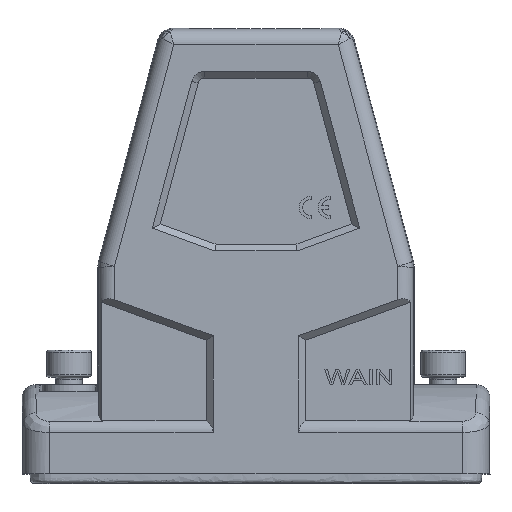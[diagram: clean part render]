
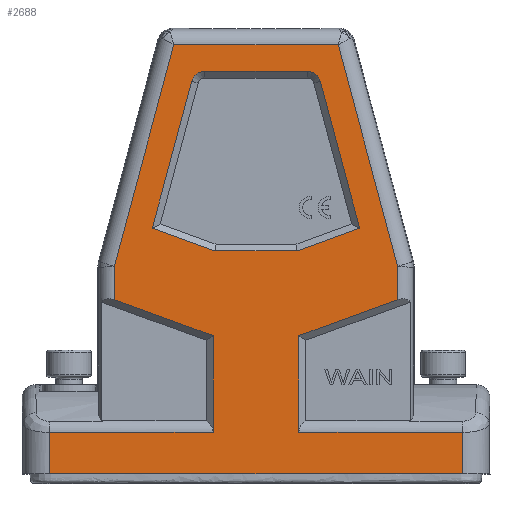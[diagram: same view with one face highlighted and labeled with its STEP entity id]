
A CAD part, top view. The second image highlights one B-rep face of the part: STEP entity #2688.
In plain terms, the highlighted planar face has unit normal (0, 0, 1).
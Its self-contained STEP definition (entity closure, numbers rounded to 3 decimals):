
#451=B_SPLINE_CURVE_WITH_KNOTS('',3,(#19249,#19250,#19251,#19252),
 .UNSPECIFIED.,.F.,.F.,(4,4),(0.,1.),.UNSPECIFIED.);
#455=B_SPLINE_CURVE_WITH_KNOTS('',3,(#19283,#19284,#19285,#19286),
 .UNSPECIFIED.,.F.,.F.,(4,4),(0.,1.),.UNSPECIFIED.);
#487=B_SPLINE_CURVE_WITH_KNOTS('',3,(#19694,#19695,#19696,#19697),
 .UNSPECIFIED.,.F.,.F.,(4,4),(0.,1.),.UNSPECIFIED.);
#489=B_SPLINE_CURVE_WITH_KNOTS('',3,(#19743,#19744,#19745,#19746),
 .UNSPECIFIED.,.F.,.F.,(4,4),(0.,1.),.UNSPECIFIED.);
#496=B_SPLINE_CURVE_WITH_KNOTS('',3,(#19861,#19862,#19863,#19864),
 .UNSPECIFIED.,.F.,.F.,(4,4),(0.,1.),.UNSPECIFIED.);
#500=B_SPLINE_CURVE_WITH_KNOTS('',3,(#19885,#19886,#19887,#19888),
 .UNSPECIFIED.,.F.,.F.,(4,4),(0.,1.),.UNSPECIFIED.);
#501=B_SPLINE_CURVE_WITH_KNOTS('',3,(#19910,#19911,#19912,#19913),
 .UNSPECIFIED.,.F.,.F.,(4,4),(0.,1.),.UNSPECIFIED.);
#1282=LINE('',#18264,#1826);
#1283=LINE('',#18266,#1827);
#1290=LINE('',#18415,#1834);
#1292=LINE('',#18525,#1836);
#1303=LINE('',#18747,#1847);
#1408=LINE('',#19247,#1952);
#1433=LINE('',#19671,#1977);
#1434=LINE('',#19757,#1978);
#1465=LINE('',#19897,#2009);
#1466=LINE('',#19899,#2010);
#1470=LINE('',#19906,#2014);
#1472=LINE('',#19915,#2016);
#1473=LINE('',#19917,#2017);
#1826=VECTOR('',#9795,1.);
#1827=VECTOR('',#9798,1.);
#1834=VECTOR('',#9825,1.);
#1836=VECTOR('',#9835,1.);
#1847=VECTOR('',#9882,1.);
#1952=VECTOR('',#10091,1.);
#1977=VECTOR('',#10174,1.);
#1978=VECTOR('',#10183,1.);
#2009=VECTOR('',#10276,1.);
#2010=VECTOR('',#10279,1.);
#2014=VECTOR('',#10285,1.);
#2016=VECTOR('',#10293,1.);
#2017=VECTOR('',#10294,1.);
#2688=ADVANCED_FACE('',(#2986,#2987),#2905,.T.);
#2905=PLANE('',#8509);
#2986=FACE_BOUND('',#3486,.T.);
#2987=FACE_BOUND('',#3487,.T.);
#3486=EDGE_LOOP('',(#5682,#5683,#5684,#5685,#5686,#5687,#5688,#5689));
#3487=EDGE_LOOP('',(#5690,#5691,#5692,#5693,#5694,#5695,#5696,#5697,#5698,
#5699,#5700,#5701,#5702,#5703));
#5682=ORIENTED_EDGE('',*,*,#7617,.F.);
#5683=ORIENTED_EDGE('',*,*,#7620,.T.);
#5684=ORIENTED_EDGE('',*,*,#7623,.F.);
#5685=ORIENTED_EDGE('',*,*,#7626,.T.);
#5686=ORIENTED_EDGE('',*,*,#7635,.F.);
#5687=ORIENTED_EDGE('',*,*,#7631,.T.);
#5688=ORIENTED_EDGE('',*,*,#7630,.T.);
#5689=ORIENTED_EDGE('',*,*,#7637,.T.);
#5690=ORIENTED_EDGE('',*,*,#7575,.T.);
#5691=ORIENTED_EDGE('',*,*,#7573,.T.);
#5692=ORIENTED_EDGE('',*,*,#7570,.F.);
#5693=ORIENTED_EDGE('',*,*,#7510,.T.);
#5694=ORIENTED_EDGE('',*,*,#7505,.T.);
#5695=ORIENTED_EDGE('',*,*,#7504,.F.);
#5696=ORIENTED_EDGE('',*,*,#7638,.F.);
#5697=ORIENTED_EDGE('',*,*,#7639,.T.);
#5698=ORIENTED_EDGE('',*,*,#7360,.F.);
#5699=ORIENTED_EDGE('',*,*,#7329,.T.);
#5700=ORIENTED_EDGE('',*,*,#7318,.F.);
#5701=ORIENTED_EDGE('',*,*,#7296,.T.);
#5702=ORIENTED_EDGE('',*,*,#7295,.T.);
#5703=ORIENTED_EDGE('',*,*,#7577,.F.);
#6294=VERTEX_POINT('',#18261);
#6295=VERTEX_POINT('',#18263);
#6296=VERTEX_POINT('',#18267);
#6309=VERTEX_POINT('',#18416);
#6313=VERTEX_POINT('',#18518);
#6328=VERTEX_POINT('',#18748);
#6422=VERTEX_POINT('',#19244);
#6423=VERTEX_POINT('',#19246);
#6424=VERTEX_POINT('',#19253);
#6428=VERTEX_POINT('',#19287);
#6465=VERTEX_POINT('',#19672);
#6466=VERTEX_POINT('',#19693);
#6467=VERTEX_POINT('',#19747);
#6492=VERTEX_POINT('',#19837);
#6495=VERTEX_POINT('',#19848);
#6497=VERTEX_POINT('',#19860);
#6499=VERTEX_POINT('',#19875);
#6501=VERTEX_POINT('',#19884);
#6502=VERTEX_POINT('',#19891);
#6505=VERTEX_POINT('',#19896);
#6506=VERTEX_POINT('',#19900);
#6508=VERTEX_POINT('',#19916);
#7295=EDGE_CURVE('',#6294,#6295,#1282,.T.);
#7296=EDGE_CURVE('',#6296,#6294,#1283,.T.);
#7318=EDGE_CURVE('',#6296,#6309,#1290,.T.);
#7329=EDGE_CURVE('',#6313,#6309,#1292,.T.);
#7360=EDGE_CURVE('',#6313,#6328,#1303,.T.);
#7504=EDGE_CURVE('',#6423,#6422,#1408,.T.);
#7505=EDGE_CURVE('',#6424,#6422,#451,.T.);
#7510=EDGE_CURVE('',#6428,#6424,#455,.T.);
#7570=EDGE_CURVE('',#6428,#6465,#1433,.T.);
#7573=EDGE_CURVE('',#6466,#6465,#487,.T.);
#7575=EDGE_CURVE('',#6467,#6466,#489,.T.);
#7577=EDGE_CURVE('',#6467,#6295,#1434,.T.);
#7617=EDGE_CURVE('',#6495,#6492,#7887,.T.);
#7620=EDGE_CURVE('',#6495,#6497,#496,.T.);
#7623=EDGE_CURVE('',#6499,#6497,#7888,.T.);
#7626=EDGE_CURVE('',#6499,#6501,#500,.T.);
#7630=EDGE_CURVE('',#6502,#6505,#1465,.T.);
#7631=EDGE_CURVE('',#6506,#6502,#1466,.T.);
#7635=EDGE_CURVE('',#6506,#6501,#1470,.T.);
#7637=EDGE_CURVE('',#6505,#6492,#501,.T.);
#7638=EDGE_CURVE('',#6508,#6423,#1472,.T.);
#7639=EDGE_CURVE('',#6508,#6328,#1473,.T.);
#7887=CIRCLE('',#8498,3.);
#7888=CIRCLE('',#8501,3.);
#8498=AXIS2_PLACEMENT_3D('',#19849,#10260,#10261);
#8501=AXIS2_PLACEMENT_3D('',#19876,#10266,#10267);
#8509=AXIS2_PLACEMENT_3D('',#19918,#10295,#10296);
#9795=DIRECTION('',(0.94,-0.342,0.));
#9798=DIRECTION('',(0.,-1.,0.));
#9825=DIRECTION('',(0.259,0.966,0.));
#9835=DIRECTION('',(-1.,0.,0.));
#9882=DIRECTION('',(0.259,-0.966,0.));
#10091=DIRECTION('',(0.,-1.,0.));
#10174=DIRECTION('',(-1.,0.,0.));
#10183=DIRECTION('',(0.,1.,0.));
#10260=DIRECTION('',(0.,0.,1.));
#10261=DIRECTION('',(0.,1.,0.));
#10266=DIRECTION('',(0.,0.,1.));
#10267=DIRECTION('',(0.966,0.259,0.));
#10276=DIRECTION('',(-0.94,0.342,0.));
#10279=DIRECTION('',(-1.,0.,0.));
#10285=DIRECTION('',(0.94,0.342,0.));
#10293=DIRECTION('',(-0.94,-0.342,0.));
#10294=DIRECTION('',(0.,1.,0.));
#10295=DIRECTION('',(0.,0.,1.));
#10296=DIRECTION('',(1.,0.,0.));
#18261=CARTESIAN_POINT('',(-31.782,39.052,28.5));
#18263=CARTESIAN_POINT('',(-9.621,30.986,28.5));
#18264=CARTESIAN_POINT('',(-31.782,39.052,28.5));
#18266=CARTESIAN_POINT('',(-31.782,46.51,28.5));
#18267=CARTESIAN_POINT('',(-31.782,46.51,28.5));
#18415=CARTESIAN_POINT('',(-31.782,46.51,28.5));
#18416=CARTESIAN_POINT('',(-18.446,96.282,28.5));
#18518=CARTESIAN_POINT('',(18.446,96.282,28.5));
#18525=CARTESIAN_POINT('',(18.446,96.282,28.5));
#18747=CARTESIAN_POINT('',(18.446,96.282,28.5));
#18748=CARTESIAN_POINT('',(31.782,46.51,28.5));
#19244=CARTESIAN_POINT('',(9.621,9.285,28.5));
#19246=CARTESIAN_POINT('',(9.621,30.986,28.5));
#19247=CARTESIAN_POINT('',(9.621,30.986,28.5));
#19249=CARTESIAN_POINT('',(46.303,9.285,28.5));
#19250=CARTESIAN_POINT('',(34.076,9.285,28.5));
#19251=CARTESIAN_POINT('',(21.849,9.285,28.5));
#19252=CARTESIAN_POINT('',(9.621,9.285,28.5));
#19253=CARTESIAN_POINT('',(46.303,9.285,28.5));
#19283=CARTESIAN_POINT('',(46.303,0.,28.5));
#19284=CARTESIAN_POINT('',(46.303,3.095,28.5));
#19285=CARTESIAN_POINT('',(46.303,6.19,28.5));
#19286=CARTESIAN_POINT('',(46.303,9.285,28.5));
#19287=CARTESIAN_POINT('',(46.303,0.,28.5));
#19671=CARTESIAN_POINT('',(46.303,0.,28.5));
#19672=CARTESIAN_POINT('',(-46.303,0.,28.5));
#19693=CARTESIAN_POINT('',(-46.303,9.285,28.5));
#19694=CARTESIAN_POINT('',(-46.303,9.285,28.5));
#19695=CARTESIAN_POINT('',(-46.303,6.19,28.5));
#19696=CARTESIAN_POINT('',(-46.303,3.095,28.5));
#19697=CARTESIAN_POINT('',(-46.303,0.,28.5));
#19743=CARTESIAN_POINT('',(-9.621,9.285,28.5));
#19744=CARTESIAN_POINT('',(-21.849,9.285,28.5));
#19745=CARTESIAN_POINT('',(-34.076,9.285,28.5));
#19746=CARTESIAN_POINT('',(-46.303,9.285,28.5));
#19747=CARTESIAN_POINT('',(-9.621,9.285,28.5));
#19757=CARTESIAN_POINT('',(-9.621,9.285,28.5));
#19837=CARTESIAN_POINT('',(-14.437,88.059,28.5));
#19848=CARTESIAN_POINT('',(-11.54,90.282,28.5));
#19849=CARTESIAN_POINT('',(-11.54,87.282,28.5));
#19860=CARTESIAN_POINT('',(11.54,90.282,28.5));
#19861=CARTESIAN_POINT('',(-11.54,90.282,28.5));
#19862=CARTESIAN_POINT('',(-3.847,90.282,28.5));
#19863=CARTESIAN_POINT('',(3.847,90.282,28.5));
#19864=CARTESIAN_POINT('',(11.54,90.282,28.5));
#19875=CARTESIAN_POINT('',(14.437,88.059,28.5));
#19876=CARTESIAN_POINT('',(11.54,87.282,28.5));
#19884=CARTESIAN_POINT('',(23.266,55.107,28.5));
#19885=CARTESIAN_POINT('',(14.437,88.059,28.5));
#19886=CARTESIAN_POINT('',(17.38,77.075,28.5));
#19887=CARTESIAN_POINT('',(20.323,66.091,28.5));
#19888=CARTESIAN_POINT('',(23.266,55.107,28.5));
#19891=CARTESIAN_POINT('',(-9.234,50.,28.5));
#19896=CARTESIAN_POINT('',(-23.266,55.107,28.5));
#19897=CARTESIAN_POINT('',(-9.234,50.,28.5));
#19899=CARTESIAN_POINT('',(9.234,50.,28.5));
#19900=CARTESIAN_POINT('',(9.234,50.,28.5));
#19906=CARTESIAN_POINT('',(9.234,50.,28.5));
#19910=CARTESIAN_POINT('',(-23.266,55.107,28.5));
#19911=CARTESIAN_POINT('',(-20.323,66.091,28.5));
#19912=CARTESIAN_POINT('',(-17.38,77.075,28.5));
#19913=CARTESIAN_POINT('',(-14.437,88.059,28.5));
#19915=CARTESIAN_POINT('',(31.782,39.052,28.5));
#19916=CARTESIAN_POINT('',(31.782,39.052,28.5));
#19917=CARTESIAN_POINT('',(31.782,39.052,28.5));
#19918=CARTESIAN_POINT('',(0.,0.,28.5));
